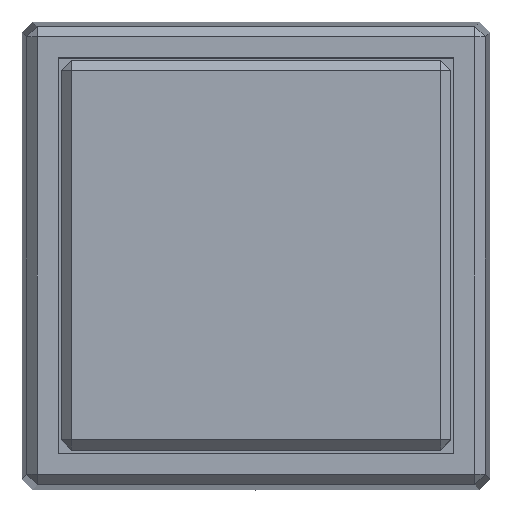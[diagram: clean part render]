
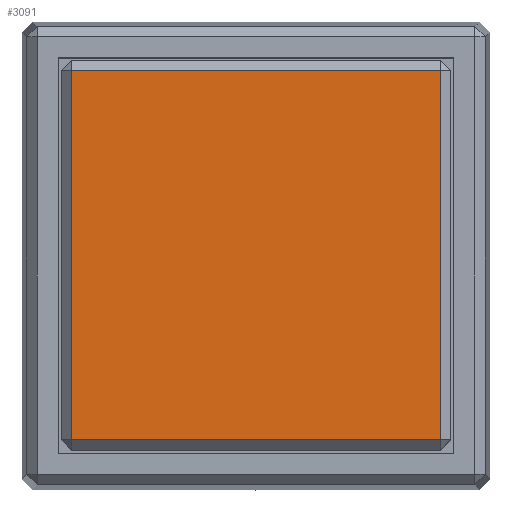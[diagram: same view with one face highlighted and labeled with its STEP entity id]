
A CAD part, top view. The second image highlights one B-rep face of the part: STEP entity #3091.
In plain terms, the highlighted planar face has unit normal (0, 0, 1).
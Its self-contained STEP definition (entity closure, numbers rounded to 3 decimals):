
#138 = DIRECTION ( 'NONE',  ( 1., 0., 0. ) ) ;
#492 = PLANE ( 'NONE',  #4021 ) ;
#669 = ORIENTED_EDGE ( 'NONE', *, *, #2841, .F. ) ;
#698 = LINE ( 'NONE', #2191, #2398 ) ;
#832 = CARTESIAN_POINT ( 'NONE',  ( -3.55, -3.55, 9. ) ) ;
#892 = LINE ( 'NONE', #2387, #3321 ) ;
#983 = CARTESIAN_POINT ( 'NONE',  ( 0., 3.55, 9. ) ) ;
#1374 = DIRECTION ( 'NONE',  ( 0., 1., 0. ) ) ;
#1829 = EDGE_CURVE ( 'NONE', #4124, #2675, #892, .T. ) ;
#1877 = VERTEX_POINT ( 'NONE', #4760 ) ;
#1968 = CARTESIAN_POINT ( 'NONE',  ( -3.55, -3.55, 9. ) ) ;
#2191 = CARTESIAN_POINT ( 'NONE',  ( 3.55, 0., 9. ) ) ;
#2387 = CARTESIAN_POINT ( 'NONE',  ( 0., -3.55, 9. ) ) ;
#2398 = VECTOR ( 'NONE', #3723, 1000. ) ;
#2481 = DIRECTION ( 'NONE',  ( 1., 0., 0. ) ) ;
#2675 = VERTEX_POINT ( 'NONE', #832 ) ;
#2841 = EDGE_CURVE ( 'NONE', #2675, #1877, #3254, .T. ) ;
#2866 = EDGE_LOOP ( 'NONE', ( #669, #4651, #4260, #3885 ) ) ;
#2967 = VERTEX_POINT ( 'NONE', #3749 ) ;
#3091 = ADVANCED_FACE ( 'NONE', ( #3878 ), #492, .T. ) ;
#3254 = LINE ( 'NONE', #4800, #4764 ) ;
#3302 = VECTOR ( 'NONE', #2481, 1000. ) ;
#3321 = VECTOR ( 'NONE', #3916, 1000. ) ;
#3389 = EDGE_CURVE ( 'NONE', #1877, #2967, #4387, .T. ) ;
#3491 = DIRECTION ( 'NONE',  ( 0., 0., 1. ) ) ;
#3723 = DIRECTION ( 'NONE',  ( 0., -1., 0. ) ) ;
#3749 = CARTESIAN_POINT ( 'NONE',  ( 3.55, 3.55, 9. ) ) ;
#3878 = FACE_OUTER_BOUND ( 'NONE', #2866, .T. ) ;
#3885 = ORIENTED_EDGE ( 'NONE', *, *, #3389, .F. ) ;
#3916 = DIRECTION ( 'NONE',  ( -1., 0., 0. ) ) ;
#4021 = AXIS2_PLACEMENT_3D ( 'NONE', #1968, #3491, #138 ) ;
#4124 = VERTEX_POINT ( 'NONE', #4325 ) ;
#4260 = ORIENTED_EDGE ( 'NONE', *, *, #4565, .F. ) ;
#4325 = CARTESIAN_POINT ( 'NONE',  ( 3.55, -3.55, 9. ) ) ;
#4387 = LINE ( 'NONE', #983, #3302 ) ;
#4565 = EDGE_CURVE ( 'NONE', #2967, #4124, #698, .T. ) ;
#4651 = ORIENTED_EDGE ( 'NONE', *, *, #1829, .F. ) ;
#4760 = CARTESIAN_POINT ( 'NONE',  ( -3.55, 3.55, 9. ) ) ;
#4764 = VECTOR ( 'NONE', #1374, 1000. ) ;
#4800 = CARTESIAN_POINT ( 'NONE',  ( -3.55, 0., 9. ) ) ;
